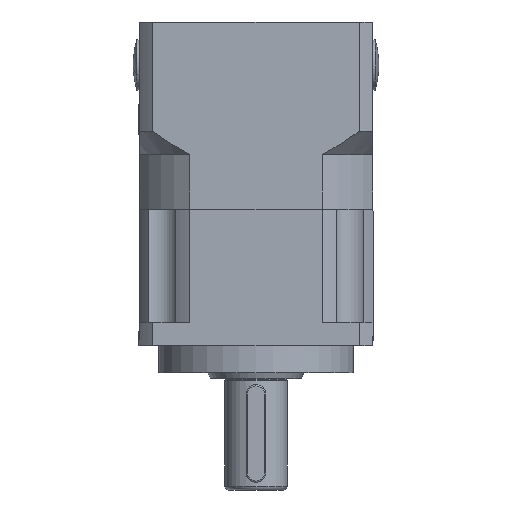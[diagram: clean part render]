
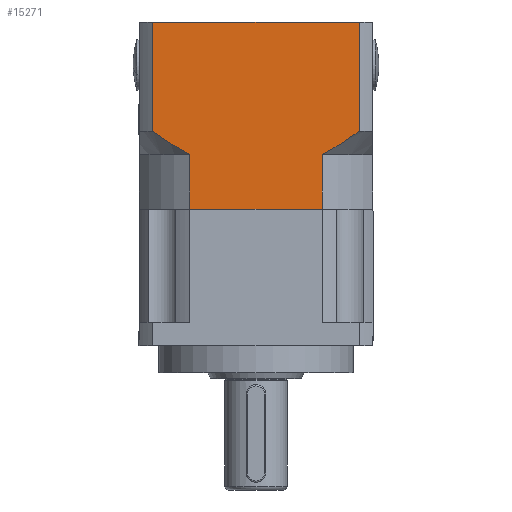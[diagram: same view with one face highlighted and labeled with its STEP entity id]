
A CAD part, front view. The second image highlights one B-rep face of the part: STEP entity #15271.
In plain terms, the highlighted planar face has unit normal (0, -1, 0).
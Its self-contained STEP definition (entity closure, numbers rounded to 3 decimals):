
#19 = B_SPLINE_CURVE_WITH_KNOTS ( 'NONE', 3,
 ( #11645, #11640, #11641, #11646, #11647, #11648 ),
 .UNSPECIFIED., .F., .F.,
 ( 4, 2, 4 ),
 ( 0.043, 0.048, 0.054 ),
 .UNSPECIFIED. ) ;
#28 = B_SPLINE_CURVE_WITH_KNOTS ( 'NONE', 3,
 ( #11596, #11591, #11592, #11597, #11598, #11599 ),
 .UNSPECIFIED., .F., .F.,
 ( 4, 2, 4 ),
 ( 0.09, 0.095, 0.101 ),
 .UNSPECIFIED. ) ;
#337 = ORIENTED_EDGE ( 'NONE', *, *, #2564, .F. ) ;
#341 = ORIENTED_EDGE ( 'NONE', *, *, #2572, .T. ) ;
#348 = ORIENTED_EDGE ( 'NONE', *, *, #2498, .F. ) ;
#369 = ORIENTED_EDGE ( 'NONE', *, *, #2555, .F. ) ;
#375 = ORIENTED_EDGE ( 'NONE', *, *, #2493, .T. ) ;
#383 = ORIENTED_EDGE ( 'NONE', *, *, #2576, .F. ) ;
#385 = ORIENTED_EDGE ( 'NONE', *, *, #2579, .F. ) ;
#408 = ORIENTED_EDGE ( 'NONE', *, *, #2559, .F. ) ;
#561 = EDGE_LOOP ( 'NONE', ( #348, #383, #385, #337, #375, #408, #369, #341 ) ) ;
#2493 = EDGE_CURVE ( 'NONE', #10457, #10429, #4162, .T. ) ;
#2498 = EDGE_CURVE ( 'NONE', #10467, #10229, #4167, .T. ) ;
#2555 = EDGE_CURVE ( 'NONE', #10399, #10270, #4232, .T. ) ;
#2559 = EDGE_CURVE ( 'NONE', #10270, #10429, #28, .T. ) ;
#2564 = EDGE_CURVE ( 'NONE', #10457, #10418, #4244, .T. ) ;
#2572 = EDGE_CURVE ( 'NONE', #10399, #10229, #4255, .T. ) ;
#2576 = EDGE_CURVE ( 'NONE', #10362, #10467, #19, .T. ) ;
#2579 = EDGE_CURVE ( 'NONE', #10418, #10362, #4261, .T. ) ;
#4162 = LINE ( 'NONE', #5247, #4165 ) ;
#4165 = VECTOR ( 'NONE', #5248, 1000. ) ;
#4167 = LINE ( 'NONE', #5257, #4172 ) ;
#4172 = VECTOR ( 'NONE', #5239, 1000. ) ;
#4232 = LINE ( 'NONE', #11581, #4235 ) ;
#4235 = VECTOR ( 'NONE', #11582, 1000. ) ;
#4244 = LINE ( 'NONE', #11611, #4247 ) ;
#4247 = VECTOR ( 'NONE', #11612, 1000. ) ;
#4255 = LINE ( 'NONE', #11627, #4257 ) ;
#4257 = VECTOR ( 'NONE', #11628, 1000. ) ;
#4261 = LINE ( 'NONE', #11649, #4265 ) ;
#4265 = VECTOR ( 'NONE', #11650, 1000. ) ;
#5239 = DIRECTION ( 'NONE',  ( 0., 0., -1. ) ) ;
#5247 = CARTESIAN_POINT ( 'NONE',  ( -8.603, -19.175, 18.322 ) ) ;
#5248 = DIRECTION ( 'NONE',  ( 0., 0., -1. ) ) ;
#5257 = CARTESIAN_POINT ( 'NONE',  ( 34.892, -19.175, -38.212 ) ) ;
#7133 = CARTESIAN_POINT ( 'NONE',  ( 44.312, -19.175, -8.678 ) ) ;
#7170 = CARTESIAN_POINT ( 'NONE',  ( 0.818, -19.175, -28.678 ) ) ;
#7189 = CARTESIAN_POINT ( 'NONE',  ( 44.312, -19.175, 19.322 ) ) ;
#7200 = CARTESIAN_POINT ( 'NONE',  ( -8.603, -19.175, -8.678 ) ) ;
#7228 = CARTESIAN_POINT ( 'NONE',  ( -8.603, -19.175, 19.322 ) ) ;
#7238 = CARTESIAN_POINT ( 'NONE',  ( 34.892, -19.175, -14.678 ) ) ;
#8115 = CARTESIAN_POINT ( 'NONE',  ( 44.312, -19.175, 18.322 ) ) ;
#8122 = PLANE ( 'NONE',  #14191 ) ;
#8125 = DIRECTION ( 'NONE',  ( 0., 1., 0. ) ) ;
#8126 = DIRECTION ( 'NONE',  ( -1., 0., 0. ) ) ;
#9216 = CARTESIAN_POINT ( 'NONE',  ( 34.892, -19.175, -28.678 ) ) ;
#9257 = CARTESIAN_POINT ( 'NONE',  ( 0.818, -19.175, -14.678 ) ) ;
#10229 = VERTEX_POINT ( 'NONE', #9216 ) ;
#10270 = VERTEX_POINT ( 'NONE', #9257 ) ;
#10362 = VERTEX_POINT ( 'NONE', #7133 ) ;
#10399 = VERTEX_POINT ( 'NONE', #7170 ) ;
#10418 = VERTEX_POINT ( 'NONE', #7189 ) ;
#10429 = VERTEX_POINT ( 'NONE', #7200 ) ;
#10457 = VERTEX_POINT ( 'NONE', #7228 ) ;
#10467 = VERTEX_POINT ( 'NONE', #7238 ) ;
#10709 = FACE_OUTER_BOUND ( 'NONE', #561, .T. ) ;
#11581 = CARTESIAN_POINT ( 'NONE',  ( 0.818, -19.175, -38.212 ) ) ;
#11582 = DIRECTION ( 'NONE',  ( 0., 0., 1. ) ) ;
#11591 = CARTESIAN_POINT ( 'NONE',  ( -0.822, -19.175, -13.795 ) ) ;
#11592 = CARTESIAN_POINT ( 'NONE',  ( -2.419, -19.175, -12.839 ) ) ;
#11596 = CARTESIAN_POINT ( 'NONE',  ( 0.818, -19.175, -14.678 ) ) ;
#11597 = CARTESIAN_POINT ( 'NONE',  ( -5.552, -19.175, -10.827 ) ) ;
#11598 = CARTESIAN_POINT ( 'NONE',  ( -7.088, -19.175, -9.771 ) ) ;
#11599 = CARTESIAN_POINT ( 'NONE',  ( -8.603, -19.175, -8.678 ) ) ;
#11611 = CARTESIAN_POINT ( 'NONE',  ( -8.603, -19.175, 19.322 ) ) ;
#11612 = DIRECTION ( 'NONE',  ( 1., 0., 0. ) ) ;
#11627 = CARTESIAN_POINT ( 'NONE',  ( 44.312, -19.175, -28.678 ) ) ;
#11628 = DIRECTION ( 'NONE',  ( 1., 0., 0. ) ) ;
#11640 = CARTESIAN_POINT ( 'NONE',  ( 42.805, -19.175, -9.766 ) ) ;
#11641 = CARTESIAN_POINT ( 'NONE',  ( 41.273, -19.175, -10.82 ) ) ;
#11645 = CARTESIAN_POINT ( 'NONE',  ( 44.312, -19.175, -8.678 ) ) ;
#11646 = CARTESIAN_POINT ( 'NONE',  ( 38.137, -19.175, -12.834 ) ) ;
#11647 = CARTESIAN_POINT ( 'NONE',  ( 36.53, -19.175, -13.796 ) ) ;
#11648 = CARTESIAN_POINT ( 'NONE',  ( 34.892, -19.175, -14.678 ) ) ;
#11649 = CARTESIAN_POINT ( 'NONE',  ( 44.312, -19.175, 18.322 ) ) ;
#11650 = DIRECTION ( 'NONE',  ( 0., 0., -1. ) ) ;
#14191 = AXIS2_PLACEMENT_3D ( 'NONE', #8115, #8125, #8126 ) ;
#15271 = ADVANCED_FACE ( 'NONE', ( #10709 ), #8122, .F. ) ;
